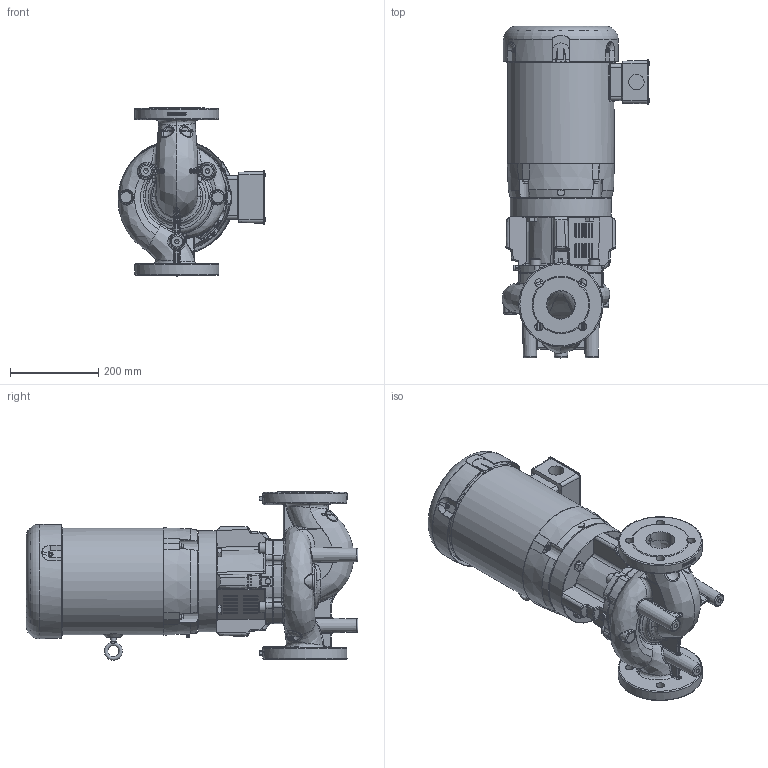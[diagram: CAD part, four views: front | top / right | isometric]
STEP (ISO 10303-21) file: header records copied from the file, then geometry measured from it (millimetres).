
FILE_DESCRIPTION(/* description */ (''),/* implementation_level */ '2;1');
FILE_NAME(/* name */ '2760764 - PUMP IL2.5-85_480-2-S1E 460V_3_60 TEFC_Shrinkwrap_1.stp',/* time_stamp */ '2022-03-23T16:37:47-05:00',/* author */ ('faliszekte'),/* organization */ (''),/* preprocessor_version */ 'ST-DEVELOPER v18.1',/* originating_system */ 'Autodesk Inventor 2021',/* authorisation */ '');
FILE_SCHEMA (('AUTOMOTIVE_DESIGN { 1 0 10303 214 3 1 1 }'));
Products named in the file (1): 2760764 - PUMP IL2.5-85_480-2-S1E 460V_3_60 TEFC_Shrinkwrap_1
Bounding box: 335.46 x 752.24 x 381.93 mm (x, y, z)
Surface area: 1288988.8 mm2 (no closed solid volume)
Topology: 0 solids, 31 shells, 2329 faces, 7002 edges, 4533 vertices
Faces by surface type: bspline 717, plane 704, cylinder 477, cone 281, sphere 83, torus 67
Full cylindrical faces by diameter (mm): 3.768 x1, 4.826 x1, 7.937 x4, 8 x2, 8.141 x10, 8.839 x4, 9 x1, 9.652 x1, 10.11 x3, 10.516 x3, 11.1 x1, 12.662 x1, 12.7 x64, 13.8 x2, 19.05 x8, 23.812 x4, 33 x1, 34.919 x1, 35.052 x1, 39.05 x1, 116 x1, 190.5 x2, 229 x1, 241.579 x1, 241.679 x1
Entity records: 158536 total; most frequent: CARTESIAN_POINT 100108, ORIENTED_EDGE 12360, DIRECTION 10169, EDGE_CURVE 6954, VERTEX_POINT 4533, AXIS2_PLACEMENT_3D 3888, EDGE_LOOP 2489, LINE 2393
